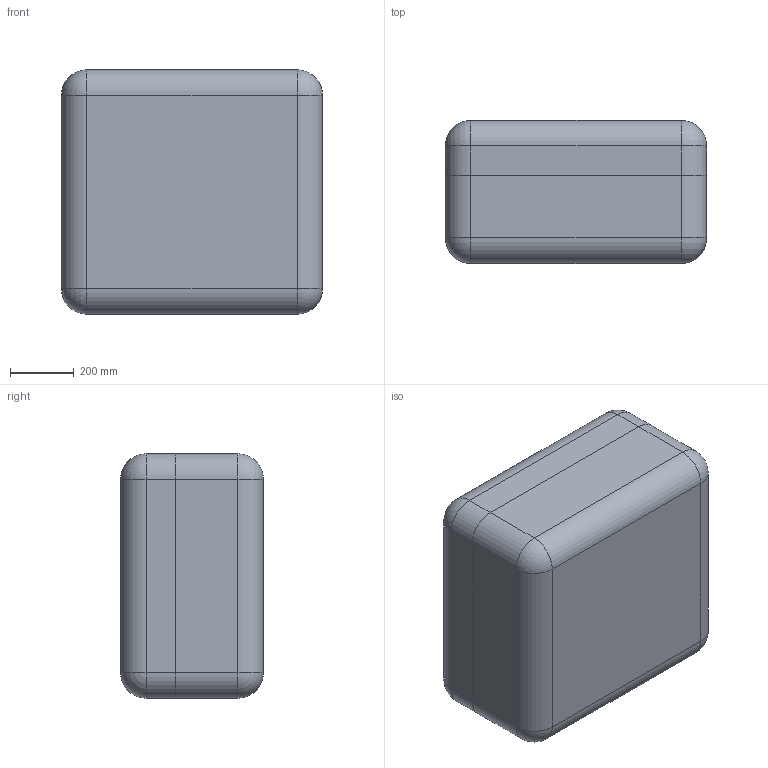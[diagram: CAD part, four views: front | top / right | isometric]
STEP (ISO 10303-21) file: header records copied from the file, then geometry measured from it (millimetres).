
FILE_DESCRIPTION (( 'STEP AP214' ), '1' );
FILE_NAME ('Òðàíñïîðòíûé êîíòåéíåð ÀÄÌÈÐÀË®ÏÐÎÔÅÑÑÈÎÍÀËÜÍÛÅ 108_óïðîùåííàÿ 3D-ìîäåëü.STEP', '2025-09-17T06:54:25', ( '' ), ( '' ), 'SwSTEP 2.0', 'SolidWorks 2021', '' );
FILE_SCHEMA (( 'AUTOMOTIVE_DESIGN' ));
Length unit declared in the file: millimetre
Products named in the file (3): Base 109 óïð; Lid 120 rev2  óïð; Òðàíñïîðòíûé êîíòåéíåð ÀÄÌÈÐÀË®ÏÐÎÔÅÑÑÈÎÍÀËÜÍÛÅ 108_óïðîùåííàÿ 3D-ìîäåëü
Assembly tree (2 placements, depth 2):
  Òðàíñïîðòíûé êîíòåéíåð ÀÄÌÈÐÀË®ÏÐÎÔÅÑÑÈÎÍÀËÜÍÛÅ 108_óïðîùåííàÿ 3D-ìîäåëü
    Base 109 óïð
    Lid 120 rev2  óïð
Bounding box: 819.73 x 448.26 x 767.23 mm (x, y, z)
Volume: 125366645.8 mm3; surface area: 5535788.3 mm2
Topology: 2 solids, 2 shells, 1513 faces, 3784 edges, 2184 vertices
Faces by surface type: cylinder 632, plane 313, bspline 308, torus 204, sphere 32, cone 24
Entity records: 77350 total; most frequent: CARTESIAN_POINT 43700, ORIENTED_EDGE 7384, DIRECTION 6840, EDGE_CURVE 3692, AXIS2_PLACEMENT_3D 2698, VERTEX_POINT 2184, EDGE_LOOP 1522, ADVANCED_FACE 1513
